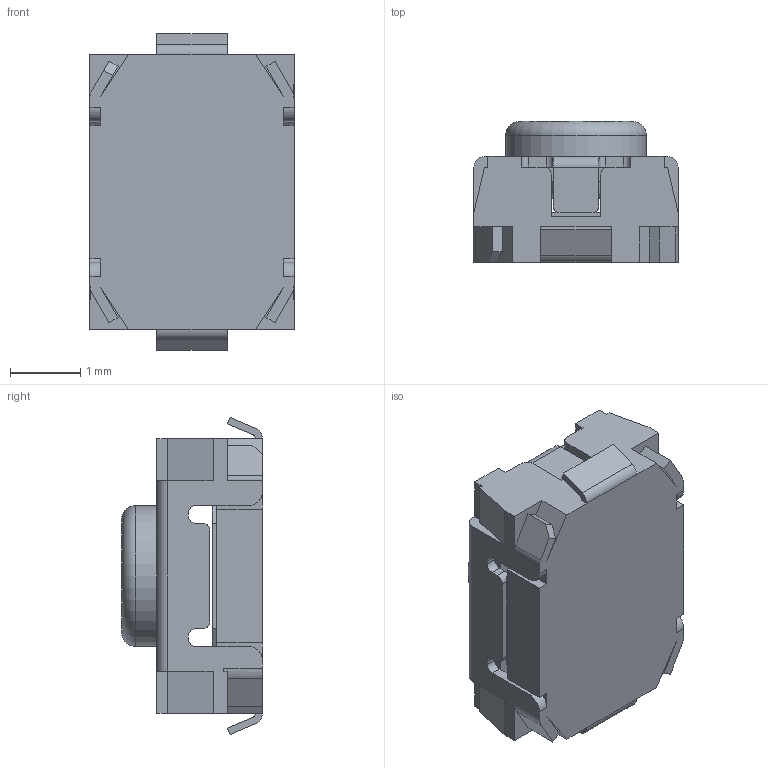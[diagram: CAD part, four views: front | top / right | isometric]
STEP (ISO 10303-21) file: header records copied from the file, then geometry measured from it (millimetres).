
FILE_DESCRIPTION((''),'2;1');
FILE_NAME('TL1015AFxxxQG.stp','2017-09-19T08:47:15',('mroman'),(''),'Autodesk Inventor 2012','Autodesk Inventor 2012','');
FILE_SCHEMA(('CONFIG_CONTROL_DESIGN'));
Length unit declared in the file: millimetre
Products named in the file (1): TL1015AFxxxQG
Bounding box: 2.9 x 2 x 4.5 mm (x, y, z)
Volume: 13.3 mm3; surface area: 100.6 mm2
Topology: 1 solids, 2 shells, 224 faces, 660 edges, 423 vertices
Faces by surface type: plane 165, cylinder 55, revolution 2, torus 1, sphere 1
Full cylindrical faces by diameter (mm): 0.6 x1, 0.8 x1, 2 x1, 2.05 x1, 2.5 x1
Entity records: 7681 total; most frequent: CARTESIAN_POINT 1356, ORIENTED_EDGE 1306, DIRECTION 1224, EDGE_CURVE 653, VECTOR 526, LINE 526, VERTEX_POINT 422, AXIS2_PLACEMENT_3D 348
